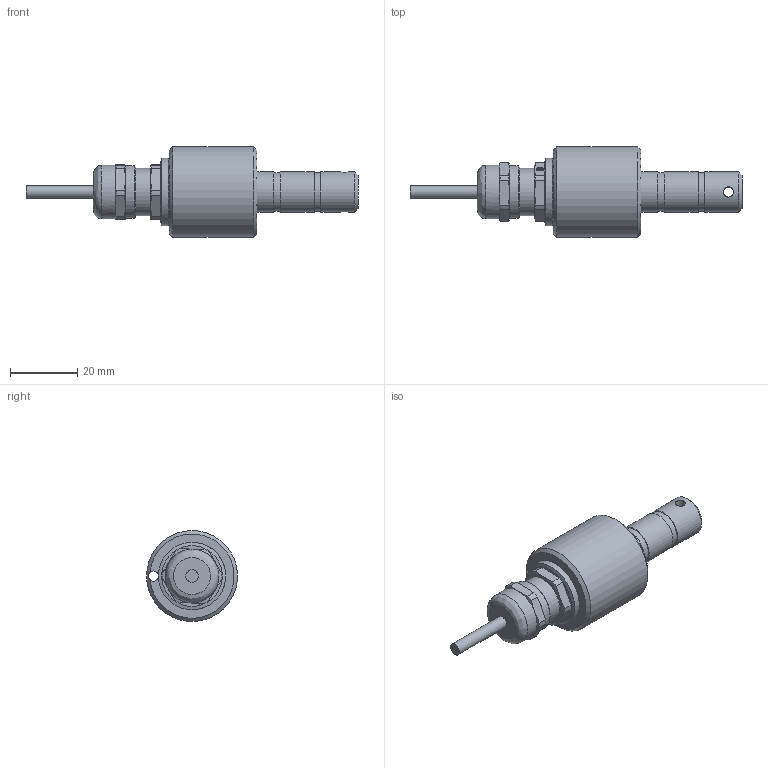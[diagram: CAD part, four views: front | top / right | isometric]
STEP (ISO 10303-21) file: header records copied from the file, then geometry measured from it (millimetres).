
FILE_DESCRIPTION (( 'STEP AP203' ), '1' );
FILE_NAME ('KMB12-0,4k...1,6k-T.STEP', '2024-10-28T15:13:10', ( '' ), ( '' ), 'SwSTEP 2.0', 'SolidWorks 2023', '' );
FILE_SCHEMA (( 'CONFIG_CONTROL_DESIGN' ));
Length unit declared in the file: millimetre
Products named in the file (1): KMB12-0,4k...1,6k-T
Bounding box: 98.5 x 26.99 x 26.96 mm (x, y, z)
Volume: 19578.4 mm3; surface area: 9664.9 mm2
Topology: 4 solids, 6 shells, 145 faces, 351 edges, 229 vertices
Faces by surface type: plane 65, cylinder 52, cone 25, bspline 3
Full cylindrical faces by diameter (mm): 3 x2, 3.5 x1, 3.7 x1, 10.16 x2, 11.5 x2, 12 x4, 14 x1, 14.16 x1, 15.68 x1, 15.98 x1, 16 x1, 18.5 x1, 20 x1, 27 x1
Entity records: 4544 total; most frequent: CARTESIAN_POINT 1290, DIRECTION 674, ORIENTED_EDGE 592, EDGE_CURVE 296, AXIS2_PLACEMENT_3D 270, VERTEX_POINT 210, EDGE_LOOP 202, FACE_OUTER_BOUND 168
